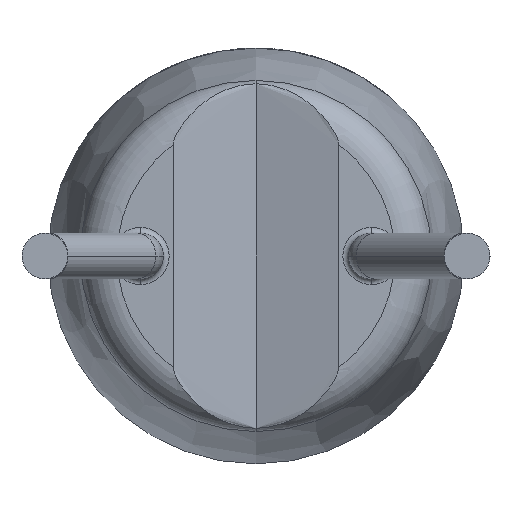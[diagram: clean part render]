
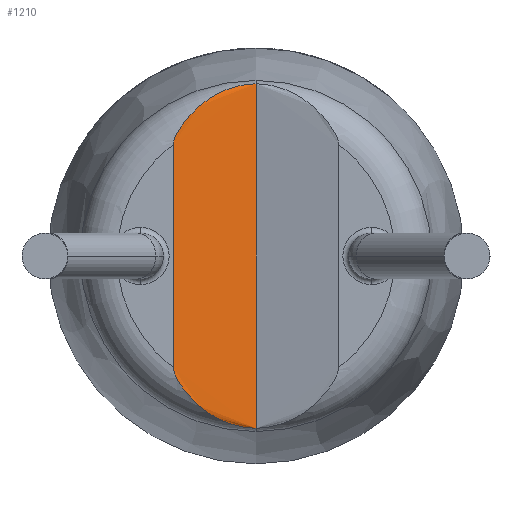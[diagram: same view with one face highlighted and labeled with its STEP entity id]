
A CAD part, front view. The second image highlights one B-rep face of the part: STEP entity #1210.
In plain terms, the highlighted free-form (B-spline) face has degree [3, 1] with [4, 2] control points.
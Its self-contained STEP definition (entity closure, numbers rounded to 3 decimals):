
#161 = CARTESIAN_POINT ( 'NONE',  ( -0.425, 0.166, 1.977 ) ) ;
#218 = EDGE_CURVE ( 'NONE', #1545, #1121, #4939, .T. ) ;
#326 = CARTESIAN_POINT ( 'NONE',  ( -0.521, 0.134, -1.926 ) ) ;
#382 = EDGE_CURVE ( 'NONE', #1545, #3389, #2429, .T. ) ;
#551 = EDGE_CURVE ( 'NONE', #1121, #3029, #2368, .T. ) ;
#604 = CARTESIAN_POINT ( 'NONE',  ( -0.952, 0.008, 1.476 ) ) ;
#667 = CARTESIAN_POINT ( 'NONE',  ( -0.965, 0.005, 1.451 ) ) ;
#875 = ORIENTED_EDGE ( 'NONE', *, *, #2619, .T. ) ;
#883 = CARTESIAN_POINT ( 'NONE',  ( -0.986, 0.002, -1.4 ) ) ;
#945 = CARTESIAN_POINT ( 'NONE',  ( -0.994, 0., 1.344 ) ) ;
#1121 = VERTEX_POINT ( 'NONE', #4943 ) ;
#1137 = ORIENTED_EDGE ( 'NONE', *, *, #551, .T. ) ;
#1210 = ADVANCED_FACE ( 'NONE', ( #2585 ), #1517, .F. ) ;
#1323 = CARTESIAN_POINT ( 'NONE',  ( -0.774, 0.052, 1.724 ) ) ;
#1435 = CARTESIAN_POINT ( 'NONE',  ( -0.994, 0., 1.344 ) ) ;
#1442 = CARTESIAN_POINT ( 'NONE',  ( -0.223, 0.221, -2.048 ) ) ;
#1517 = B_SPLINE_SURFACE_WITH_KNOTS ( 'NONE', 3, 1, ( 
 ( #3930, #1598 ),
 ( #1747, #2856 ),
 ( #1682, #4792 ),
 ( #2538, #4012 ) ),
 .UNSPECIFIED., .F., .F., .F.,
 ( 4, 4 ),
 ( 2, 2 ),
 ( 0., 1. ),
 ( 0., 1. ),
 .UNSPECIFIED. ) ;
#1545 = VERTEX_POINT ( 'NONE', #4325 ) ;
#1598 = CARTESIAN_POINT ( 'NONE',  ( 0., 0.25, 2.096 ) ) ;
#1611 = CARTESIAN_POINT ( 'NONE',  ( -0.994, 0., -2.5 ) ) ;
#1682 = CARTESIAN_POINT ( 'NONE',  ( -0.685, 0.053, -2.096 ) ) ;
#1731 = CARTESIAN_POINT ( 'NONE',  ( -0.521, 0.134, 1.926 ) ) ;
#1747 = CARTESIAN_POINT ( 'NONE',  ( -0.312, 0.24, -2.096 ) ) ;
#2033 = EDGE_LOOP ( 'NONE', ( #4739, #1137, #875, #3654 ) ) ;
#2071 = CARTESIAN_POINT ( 'NONE',  ( -0.113, 0.246, 2.07 ) ) ;
#2243 = VECTOR ( 'NONE', #3329, 1000. ) ;
#2244 = CARTESIAN_POINT ( 'NONE',  ( -0.774, 0.053, -1.724 ) ) ;
#2368 = LINE ( 'NONE', #4358, #2243 ) ;
#2421 = CARTESIAN_POINT ( 'NONE',  ( -0.994, 0., -1.373 ) ) ;
#2429 = LINE ( 'NONE', #1611, #2489 ) ;
#2432 = CARTESIAN_POINT ( 'NONE',  ( -0.965, 0.005, -1.452 ) ) ;
#2445 = CARTESIAN_POINT ( 'NONE',  ( -0.994, 0., -1.344 ) ) ;
#2489 = VECTOR ( 'NONE', #3119, 1000. ) ;
#2514 = CARTESIAN_POINT ( 'NONE',  ( -0.91, 0.017, -1.549 ) ) ;
#2538 = CARTESIAN_POINT ( 'NONE',  ( -0.994, 0., -2.096 ) ) ;
#2585 = FACE_OUTER_BOUND ( 'NONE', #2033, .T. ) ;
#2589 = B_SPLINE_CURVE_WITH_KNOTS ( 'NONE', 3,
 ( #4407, #2071, #3635, #161, #1731, #4793, #1323, #4391, #2841, #604, #667, #2924, #4082, #1435 ),
 .UNSPECIFIED., .F., .F.,
 ( 4, 2, 2, 2, 2, 2, 4 ),
 ( 0., 0., 0.001, 0.001, 0.001, 0.001, 0.001 ),
 .UNSPECIFIED. ) ;
#2619 = EDGE_CURVE ( 'NONE', #3029, #3389, #2589, .T. ) ;
#2841 = CARTESIAN_POINT ( 'NONE',  ( -0.91, 0.017, 1.549 ) ) ;
#2848 = CARTESIAN_POINT ( 'NONE',  ( 0., 0.25, 2.071 ) ) ;
#2856 = CARTESIAN_POINT ( 'NONE',  ( -0.312, 0.24, 2.096 ) ) ;
#2924 = CARTESIAN_POINT ( 'NONE',  ( -0.986, 0.001, 1.399 ) ) ;
#2993 = CARTESIAN_POINT ( 'NONE',  ( -0.426, 0.165, -1.977 ) ) ;
#3029 = VERTEX_POINT ( 'NONE', #2848 ) ;
#3119 = DIRECTION ( 'NONE',  ( 0., 0., 1. ) ) ;
#3269 = CARTESIAN_POINT ( 'NONE',  ( -0.113, 0.246, -2.07 ) ) ;
#3283 = CARTESIAN_POINT ( 'NONE',  ( -0.952, 0.008, -1.477 ) ) ;
#3329 = DIRECTION ( 'NONE',  ( 0., 0., 1. ) ) ;
#3389 = VERTEX_POINT ( 'NONE', #945 ) ;
#3635 = CARTESIAN_POINT ( 'NONE',  ( -0.222, 0.221, 2.048 ) ) ;
#3654 = ORIENTED_EDGE ( 'NONE', *, *, #382, .F. ) ;
#3930 = CARTESIAN_POINT ( 'NONE',  ( 0., 0.25, -2.096 ) ) ;
#4012 = CARTESIAN_POINT ( 'NONE',  ( -0.994, 0., 2.096 ) ) ;
#4082 = CARTESIAN_POINT ( 'NONE',  ( -0.994, 0., 1.372 ) ) ;
#4325 = CARTESIAN_POINT ( 'NONE',  ( -0.994, 0., -1.344 ) ) ;
#4358 = CARTESIAN_POINT ( 'NONE',  ( 0., 0.25, -2.5 ) ) ;
#4391 = CARTESIAN_POINT ( 'NONE',  ( -0.878, 0.025, 1.594 ) ) ;
#4407 = CARTESIAN_POINT ( 'NONE',  ( 0., 0.25, 2.071 ) ) ;
#4414 = CARTESIAN_POINT ( 'NONE',  ( -0.696, 0.077, -1.799 ) ) ;
#4433 = CARTESIAN_POINT ( 'NONE',  ( 0., 0.25, -2.071 ) ) ;
#4544 = CARTESIAN_POINT ( 'NONE',  ( -0.878, 0.025, -1.595 ) ) ;
#4739 = ORIENTED_EDGE ( 'NONE', *, *, #218, .T. ) ;
#4792 = CARTESIAN_POINT ( 'NONE',  ( -0.685, 0.053, 2.096 ) ) ;
#4793 = CARTESIAN_POINT ( 'NONE',  ( -0.695, 0.077, 1.799 ) ) ;
#4939 = B_SPLINE_CURVE_WITH_KNOTS ( 'NONE', 3,
 ( #2445, #2421, #883, #2432, #3283, #2514, #4544, #2244, #4414, #326, #2993, #1442, #3269, #4433 ),
 .UNSPECIFIED., .F., .F.,
 ( 4, 2, 2, 2, 2, 2, 4 ),
 ( 0., 0., 0., 0., 0.001, 0.001, 0.001 ),
 .UNSPECIFIED. ) ;
#4943 = CARTESIAN_POINT ( 'NONE',  ( 0., 0.25, -2.071 ) ) ;
